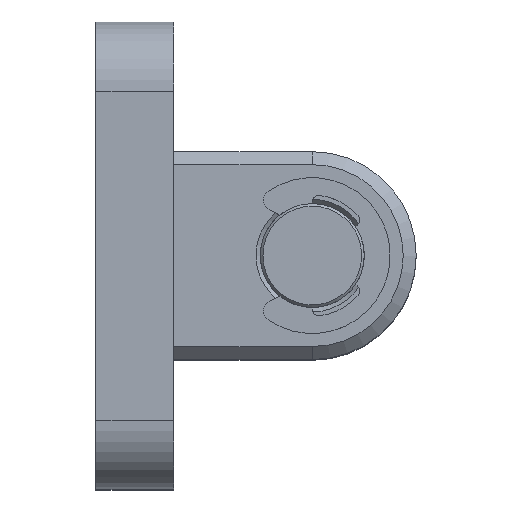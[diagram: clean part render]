
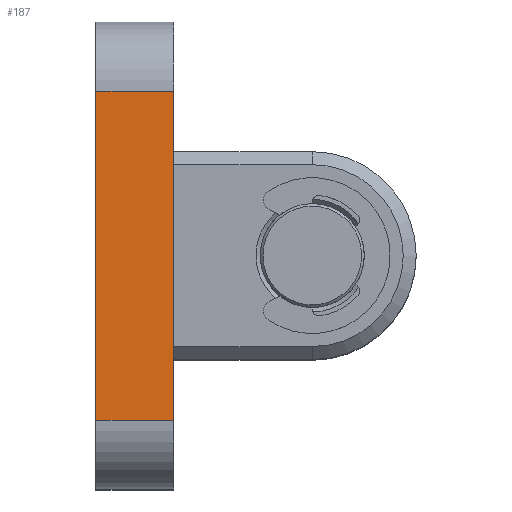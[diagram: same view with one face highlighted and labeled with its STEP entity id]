
A CAD part, top view. The second image highlights one B-rep face of the part: STEP entity #187.
In plain terms, the highlighted planar face has unit normal (0, 0, 1).
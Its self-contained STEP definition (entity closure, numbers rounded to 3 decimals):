
#187 = ADVANCED_FACE( '', ( #492 ), #493, .F. );
#492 = FACE_OUTER_BOUND( '', #830, .T. );
#493 = PLANE( '', #831 );
#830 = EDGE_LOOP( '', ( #1750, #1751, #1752, #1753 ) );
#831 = AXIS2_PLACEMENT_3D( '', #1754, #1755, #1756 );
#1750 = ORIENTED_EDGE( '', *, *, #2255, .T. );
#1751 = ORIENTED_EDGE( '', *, *, #2296, .F. );
#1752 = ORIENTED_EDGE( '', *, *, #2070, .F. );
#1753 = ORIENTED_EDGE( '', *, *, #2015, .T. );
#1754 = CARTESIAN_POINT( '', ( 9., 19., 27. ) );
#1755 = DIRECTION( '', ( 0., 0., -1. ) );
#1756 = DIRECTION( '', ( -1., 0., 0. ) );
#2015 = EDGE_CURVE( '', #2362, #2360, #2363, .T. );
#2070 = EDGE_CURVE( '', #2362, #2462, #2463, .T. );
#2255 = EDGE_CURVE( '', #2360, #2771, #2773, .T. );
#2296 = EDGE_CURVE( '', #2462, #2771, #2839, .T. );
#2360 = VERTEX_POINT( '', #2932 );
#2362 = VERTEX_POINT( '', #2934 );
#2363 = LINE( '', #2935, #2936 );
#2462 = VERTEX_POINT( '', #3059 );
#2463 = LINE( '', #3060, #3061 );
#2771 = VERTEX_POINT( '', #3465 );
#2773 = LINE( '', #3467, #3468 );
#2839 = LINE( '', #3551, #3552 );
#2932 = CARTESIAN_POINT( '', ( 0., 19., 27. ) );
#2934 = CARTESIAN_POINT( '', ( 9., 19., 27. ) );
#2935 = CARTESIAN_POINT( '', ( 9., 19., 27. ) );
#2936 = VECTOR( '', #3678, 1000. );
#3059 = CARTESIAN_POINT( '', ( 9., -19., 27. ) );
#3060 = CARTESIAN_POINT( '', ( 9., 19., 27. ) );
#3061 = VECTOR( '', #3793, 1000. );
#3465 = CARTESIAN_POINT( '', ( 0., -19., 27. ) );
#3467 = CARTESIAN_POINT( '', ( 0., 19., 27. ) );
#3468 = VECTOR( '', #4154, 1000. );
#3551 = CARTESIAN_POINT( '', ( 9., -19., 27. ) );
#3552 = VECTOR( '', #4241, 1000. );
#3678 = DIRECTION( '', ( -1., 0., 0. ) );
#3793 = DIRECTION( '', ( 0., -1., 0. ) );
#4154 = DIRECTION( '', ( 0., -1., 0. ) );
#4241 = DIRECTION( '', ( -1., 0., 0. ) );
